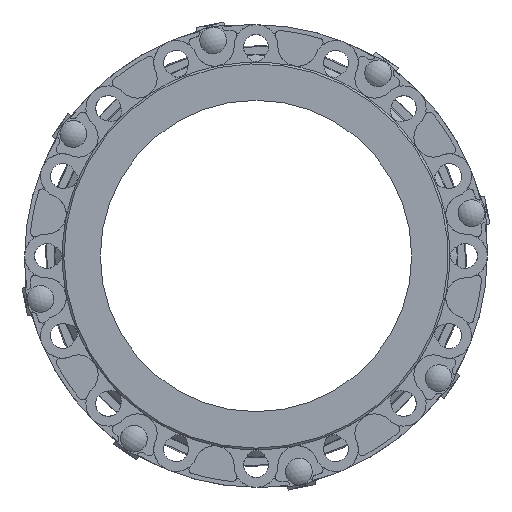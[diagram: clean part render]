
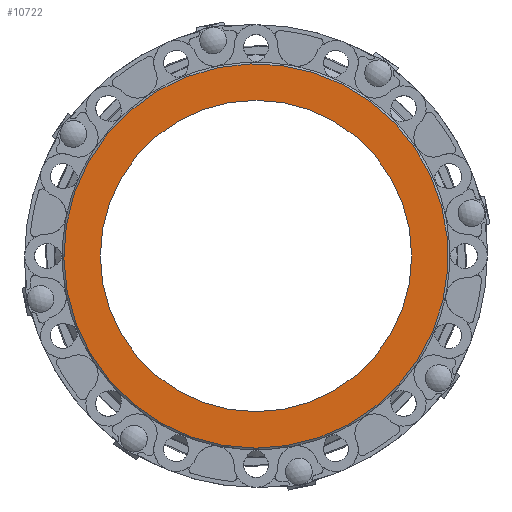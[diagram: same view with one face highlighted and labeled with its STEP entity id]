
A CAD part, front view. The second image highlights one B-rep face of the part: STEP entity #10722.
In plain terms, the highlighted planar face has unit normal (0, -1, 0).
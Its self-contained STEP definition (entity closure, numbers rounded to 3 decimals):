
#1066 = CARTESIAN_POINT ( 'NONE',  ( 0., 0., 0. ) ) ;
#1067 = DIRECTION ( 'NONE',  ( 0., 1., 0. ) ) ;
#1068 = DIRECTION ( 'NONE',  ( 0., 0., 1. ) ) ;
#4707 = VERTEX_POINT ( 'NONE', #5179 ) ;
#4779 = VERTEX_POINT ( 'NONE', #5251 ) ;
#5179 = CARTESIAN_POINT ( 'NONE',  ( 0., 0., -216. ) ) ;
#5251 = CARTESIAN_POINT ( 'NONE',  ( 0., 0., 175. ) ) ;
#6735 = EDGE_LOOP ( 'NONE', ( #11618 ) ) ;
#6777 = EDGE_LOOP ( 'NONE', ( #11617 ) ) ;
#10722 = ADVANCED_FACE ( 'NONE', ( #18965, #18969 ), #21785, .F. ) ;
#11617 = ORIENTED_EDGE ( 'NONE', *, *, #13497, .T. ) ;
#11618 = ORIENTED_EDGE ( 'NONE', *, *, #13074, .T. ) ;
#13074 = EDGE_CURVE ( 'NONE', #4707, #4707, #24279, .T. ) ;
#13497 = EDGE_CURVE ( 'NONE', #4779, #4779, #24757, .T. ) ;
#18965 = FACE_BOUND ( 'NONE', #6777, .T. ) ;
#18969 = FACE_OUTER_BOUND ( 'NONE', #6735, .T. ) ;
#20012 = AXIS2_PLACEMENT_3D ( 'NONE', #21783, #21782, #21787 ) ;
#21782 = DIRECTION ( 'NONE',  ( 0., 1., 0. ) ) ;
#21783 = CARTESIAN_POINT ( 'NONE',  ( 0., 0., 0. ) ) ;
#21785 = PLANE ( 'NONE',  #20012 ) ;
#21787 = DIRECTION ( 'NONE',  ( 0., 0., 1. ) ) ;
#24020 = CARTESIAN_POINT ( 'NONE',  ( 0., 0., 0. ) ) ;
#24021 = DIRECTION ( 'NONE',  ( 0., -1., 0. ) ) ;
#24022 = DIRECTION ( 'NONE',  ( 0., 0., -1. ) ) ;
#24279 = CIRCLE ( 'NONE', #25333, 216. ) ;
#24757 = CIRCLE ( 'NONE', #25478, 175. ) ;
#25333 = AXIS2_PLACEMENT_3D ( 'NONE', #24020, #24021, #24022 ) ;
#25478 = AXIS2_PLACEMENT_3D ( 'NONE', #1066, #1067, #1068 ) ;
